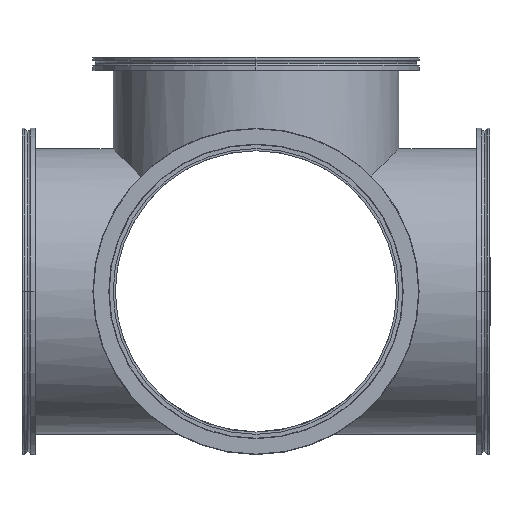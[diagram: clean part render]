
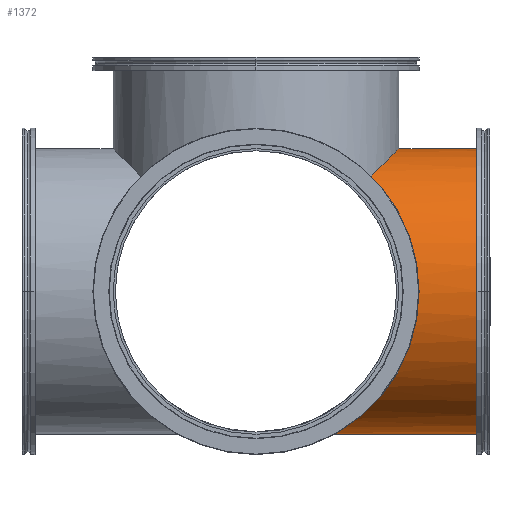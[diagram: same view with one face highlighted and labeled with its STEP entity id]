
A CAD part, front view. The second image highlights one B-rep face of the part: STEP entity #1372.
In plain terms, the highlighted cylindrical face has radius 127 mm (diameter 254 mm), a partial arc.
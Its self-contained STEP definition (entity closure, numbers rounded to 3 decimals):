
#60 = VECTOR ( 'NONE', #205, 1000. ) ;
#75 = EDGE_CURVE ( 'NONE', #1218, #199, #523, .T. ) ;
#123 = ORIENTED_EDGE ( 'NONE', *, *, #1001, .F. ) ;
#152 = CARTESIAN_POINT ( 'NONE',  ( 89.803, -89.803, 89.803 ) ) ;
#191 = EDGE_CURVE ( 'NONE', #756, #1174, #1375, .T. ) ;
#199 = VERTEX_POINT ( 'NONE', #152 ) ;
#205 = DIRECTION ( 'NONE',  ( 1., 0., 0. ) ) ;
#209 = DIRECTION ( 'NONE',  ( 1., 0., 0. ) ) ;
#221 = CARTESIAN_POINT ( 'NONE',  ( -201.5, 0., 127. ) ) ;
#242 = CARTESIAN_POINT ( 'NONE',  ( 89.803, -89.803, 89.803 ) ) ;
#247 = CARTESIAN_POINT ( 'NONE',  ( -201.5, 0., 0. ) ) ;
#272 = DIRECTION ( 'NONE',  ( 1., 0., 0. ) ) ;
#377 = ORIENTED_EDGE ( 'NONE', *, *, #1422, .F. ) ;
#417 = DIRECTION ( 'NONE',  ( 0., 0., -1. ) ) ;
#428 = EDGE_LOOP ( 'NONE', ( #377, #1089, #1408, #535, #123 ) ) ;
#487 = VERTEX_POINT ( 'NONE', #1253 ) ;
#516 = CARTESIAN_POINT ( 'NONE',  ( -201.5, 0., -127. ) ) ;
#523 =( BOUNDED_CURVE ( )  B_SPLINE_CURVE ( 3, ( #1296, #1305, #597, #1566 ),
 .UNSPECIFIED., .F., .T. ) 
 B_SPLINE_CURVE_WITH_KNOTS ( ( 4, 4 ),
 ( 0., 0.785 ),
 .UNSPECIFIED. ) 
 CURVE ( )  GEOMETRIC_REPRESENTATION_ITEM ( )  RATIONAL_B_SPLINE_CURVE ( ( 1., 0.949, 0.949, 1. ) ) 
 REPRESENTATION_ITEM ( '' )  );
#535 = ORIENTED_EDGE ( 'NONE', *, *, #191, .T. ) ;
#597 = CARTESIAN_POINT ( 'NONE',  ( 113.938, -65.667, 113.938 ) ) ;
#756 = VERTEX_POINT ( 'NONE', #808 ) ;
#801 = DIRECTION ( 'NONE',  ( 0., 0., -1. ) ) ;
#808 = CARTESIAN_POINT ( 'NONE',  ( 0., 0., -127. ) ) ;
#810 = DIRECTION ( 'NONE',  ( 1., 0., 0. ) ) ;
#818 = CARTESIAN_POINT ( 'NONE',  ( 201.5, 0., 0. ) ) ;
#967 = VECTOR ( 'NONE', #209, 1000. ) ;
#1001 = EDGE_CURVE ( 'NONE', #487, #1174, #1451, .T. ) ;
#1011 = AXIS2_PLACEMENT_3D ( 'NONE', #818, #810, #801 ) ;
#1052 = CARTESIAN_POINT ( 'NONE',  ( 132.927, -132.927, -127. ) ) ;
#1070 = AXIS2_PLACEMENT_3D ( 'NONE', #247, #272, #417 ) ;
#1089 = ORIENTED_EDGE ( 'NONE', *, *, #75, .T. ) ;
#1099 = CARTESIAN_POINT ( 'NONE',  ( 127., 0., 127. ) ) ;
#1116 = CARTESIAN_POINT ( 'NONE',  ( 0., 0., -127. ) ) ;
#1127 = LINE ( 'NONE', #221, #60 ) ;
#1174 = VERTEX_POINT ( 'NONE', #1313 ) ;
#1200 = EDGE_CURVE ( 'NONE', #199, #756, #1597, .T. ) ;
#1218 = VERTEX_POINT ( 'NONE', #1099 ) ;
#1253 = CARTESIAN_POINT ( 'NONE',  ( 201.5, 0., 127. ) ) ;
#1260 = FACE_OUTER_BOUND ( 'NONE', #428, .T. ) ;
#1296 = CARTESIAN_POINT ( 'NONE',  ( 127., 0., 127. ) ) ;
#1305 = CARTESIAN_POINT ( 'NONE',  ( 127., -34.133, 127. ) ) ;
#1313 = CARTESIAN_POINT ( 'NONE',  ( 201.5, 0., -127. ) ) ;
#1372 = ADVANCED_FACE ( 'NONE', ( #1260 ), #1578, .T. ) ;
#1375 = LINE ( 'NONE', #516, #967 ) ;
#1408 = ORIENTED_EDGE ( 'NONE', *, *, #1200, .T. ) ;
#1422 = EDGE_CURVE ( 'NONE', #1218, #487, #1127, .T. ) ;
#1451 = CIRCLE ( 'NONE', #1011, 127. ) ;
#1498 = CARTESIAN_POINT ( 'NONE',  ( 183.796, -183.796, -4.191 ) ) ;
#1566 = CARTESIAN_POINT ( 'NONE',  ( 89.803, -89.803, 89.803 ) ) ;
#1578 = CYLINDRICAL_SURFACE ( 'NONE', #1070, 127. ) ;
#1597 =( BOUNDED_CURVE ( )  B_SPLINE_CURVE ( 3, ( #242, #1498, #1052, #1116 ),
 .UNSPECIFIED., .F., .T. ) 
 B_SPLINE_CURVE_WITH_KNOTS ( ( 4, 4 ),
 ( 5.498, 7.854 ),
 .UNSPECIFIED. ) 
 CURVE ( )  GEOMETRIC_REPRESENTATION_ITEM ( )  RATIONAL_B_SPLINE_CURVE ( ( 1., 0.588, 0.588, 1. ) ) 
 REPRESENTATION_ITEM ( '' )  );
